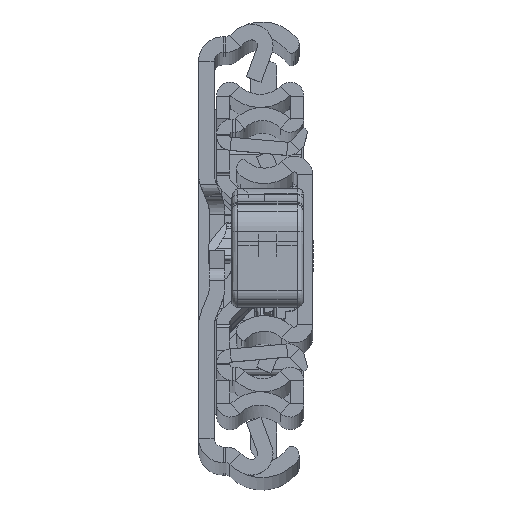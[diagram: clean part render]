
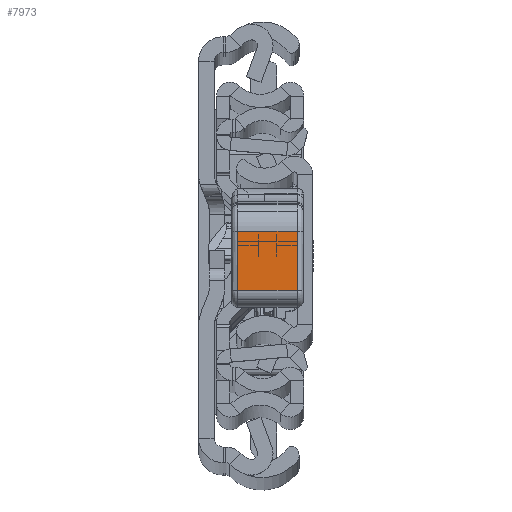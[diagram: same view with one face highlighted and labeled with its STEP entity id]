
A CAD part, top view. The second image highlights one B-rep face of the part: STEP entity #7973.
In plain terms, the highlighted face is planar.
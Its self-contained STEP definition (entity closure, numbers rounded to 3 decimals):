
#462 = ORIENTED_EDGE ( 'NONE', *, *, #2029, .T. ) ;
#1399 = DIRECTION ( 'NONE',  ( -0.027, -1., 0. ) ) ;
#2010 = PLANE ( 'NONE',  #29639 ) ;
#2029 = EDGE_CURVE ( 'NONE', #11136, #7134, #24880, .T. ) ;
#2183 = VECTOR ( 'NONE', #35700, 1000. ) ;
#7134 = VERTEX_POINT ( 'NONE', #16013 ) ;
#7338 = VECTOR ( 'NONE', #1399, 1000. ) ;
#7973 = ADVANCED_FACE ( 'NONE', ( #10174 ), #2010, .F. ) ;
#9372 = CARTESIAN_POINT ( 'NONE',  ( 39.55, -12.274, 10. ) ) ;
#10174 = FACE_OUTER_BOUND ( 'NONE', #19481, .T. ) ;
#10781 = CARTESIAN_POINT ( 'NONE',  ( 39.818, -2.465, 11. ) ) ;
#11136 = VERTEX_POINT ( 'NONE', #27201 ) ;
#11996 = CARTESIAN_POINT ( 'NONE',  ( 39.818, -2.465, 10. ) ) ;
#12148 = VERTEX_POINT ( 'NONE', #32431 ) ;
#15977 = VECTOR ( 'NONE', #29895, 1000. ) ;
#15990 = LINE ( 'NONE', #10781, #15977 ) ;
#16013 = CARTESIAN_POINT ( 'NONE',  ( 39.818, -2.465, 0. ) ) ;
#16834 = ORIENTED_EDGE ( 'NONE', *, *, #18310, .T. ) ;
#17454 = VECTOR ( 'NONE', #25062, 1000. ) ;
#18310 = EDGE_CURVE ( 'NONE', #20122, #12148, #34108, .T. ) ;
#19481 = EDGE_LOOP ( 'NONE', ( #32227, #462, #34482, #16834 ) ) ;
#20122 = VERTEX_POINT ( 'NONE', #11996 ) ;
#21128 = CARTESIAN_POINT ( 'NONE',  ( 39.55, -12.274, 11. ) ) ;
#21600 = CARTESIAN_POINT ( 'NONE',  ( 39.55, -12.274, 11. ) ) ;
#24880 = LINE ( 'NONE', #28285, #17454 ) ;
#25062 = DIRECTION ( 'NONE',  ( 0.027, 1., 0. ) ) ;
#26774 = EDGE_CURVE ( 'NONE', #7134, #20122, #15990, .T. ) ;
#27201 = CARTESIAN_POINT ( 'NONE',  ( 39.55, -12.274, 0. ) ) ;
#28285 = CARTESIAN_POINT ( 'NONE',  ( 39.55, -12.274, 0. ) ) ;
#29639 = AXIS2_PLACEMENT_3D ( 'NONE', #21128, #32179, #35065 ) ;
#29895 = DIRECTION ( 'NONE',  ( 0., 0., 1. ) ) ;
#32014 = EDGE_CURVE ( 'NONE', #12148, #11136, #35341, .T. ) ;
#32179 = DIRECTION ( 'NONE',  ( -1., 0.027, 0. ) ) ;
#32227 = ORIENTED_EDGE ( 'NONE', *, *, #32014, .T. ) ;
#32431 = CARTESIAN_POINT ( 'NONE',  ( 39.55, -12.274, 10. ) ) ;
#34108 = LINE ( 'NONE', #9372, #7338 ) ;
#34482 = ORIENTED_EDGE ( 'NONE', *, *, #26774, .T. ) ;
#35065 = DIRECTION ( 'NONE',  ( -0.027, -1., 0. ) ) ;
#35341 = LINE ( 'NONE', #21600, #2183 ) ;
#35700 = DIRECTION ( 'NONE',  ( 0., 0., -1. ) ) ;
